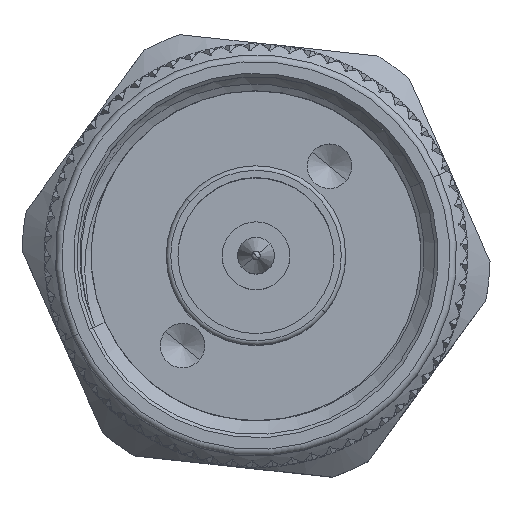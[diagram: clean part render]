
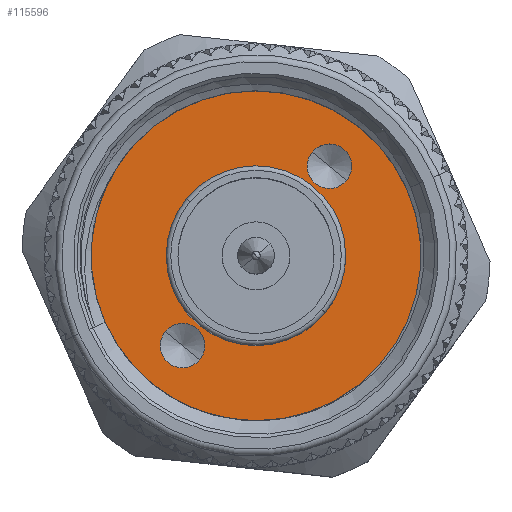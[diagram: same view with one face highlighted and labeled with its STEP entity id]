
A CAD part, top view. The second image highlights one B-rep face of the part: STEP entity #115596.
In plain terms, the highlighted planar face has unit normal (0, 0, 1).
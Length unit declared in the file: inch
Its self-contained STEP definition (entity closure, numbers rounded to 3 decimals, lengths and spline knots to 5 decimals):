
#2141 = DIRECTION ( 'NONE',  ( 0.774, -0.634, 0. ) ) ;
#4164 = CARTESIAN_POINT ( 'NONE',  ( 0.12942, 0.14899, 0.9501 ) ) ;
#7268 = CARTESIAN_POINT ( 'NONE',  ( -0.00032, -0.00938, 0.9501 ) ) ;
#7609 = FACE_BOUND ( 'NONE', #47414, .T. ) ;
#8544 = CARTESIAN_POINT ( 'NONE',  ( -0.13007, -0.16774, 0.9501 ) ) ;
#10606 = DIRECTION ( 'NONE',  ( 0., 0., 1. ) ) ;
#11552 = AXIS2_PLACEMENT_3D ( 'NONE', #112691, #110680, #133330 ) ;
#12998 = DIRECTION ( 'NONE',  ( 0., 0., 1. ) ) ;
#16472 = CARTESIAN_POINT ( 'NONE',  ( -0.00032, -0.00938, 0.9501 ) ) ;
#17807 = DIRECTION ( 'NONE',  ( 0.774, -0.634, 0. ) ) ;
#19163 = FACE_BOUND ( 'NONE', #74228, .T. ) ;
#19295 = EDGE_CURVE ( 'NONE', #131060, #78619, #131927, .T. ) ;
#21386 = CIRCLE ( 'NONE', #95761, 0.15846 ) ;
#22381 = VERTEX_POINT ( 'NONE', #31398 ) ;
#24625 = DIRECTION ( 'NONE',  ( 0., 0., 1. ) ) ;
#26343 = CIRCLE ( 'NONE', #58832, 0.03937 ) ;
#28263 = CARTESIAN_POINT ( 'NONE',  ( 0.12225, -0.1098, 0.9501 ) ) ;
#31179 = AXIS2_PLACEMENT_3D ( 'NONE', #7268, #38049, #122993 ) ;
#31398 = CARTESIAN_POINT ( 'NONE',  ( -0.24091, 0.18774, 0.9501 ) ) ;
#33739 = EDGE_LOOP ( 'NONE', ( #63964, #53346 ) ) ;
#35047 = VERTEX_POINT ( 'NONE', #74798 ) ;
#35052 = AXIS2_PLACEMENT_3D ( 'NONE', #100810, #50098, #39190 ) ;
#38049 = DIRECTION ( 'NONE',  ( 0., 0., 1. ) ) ;
#39190 = DIRECTION ( 'NONE',  ( 0.774, -0.634, 0. ) ) ;
#39496 = ORIENTED_EDGE ( 'NONE', *, *, #19295, .F. ) ;
#44497 = VERTEX_POINT ( 'NONE', #129875 ) ;
#46443 = CIRCLE ( 'NONE', #107593, 0.03937 ) ;
#47414 = EDGE_LOOP ( 'NONE', ( #70333, #83492 ) ) ;
#47988 = PLANE ( 'NONE',  #126231 ) ;
#48511 = VERTEX_POINT ( 'NONE', #28263 ) ;
#49185 = EDGE_CURVE ( 'NONE', #44497, #35047, #46443, .T. ) ;
#50098 = DIRECTION ( 'NONE',  ( 0., 0., 1. ) ) ;
#50101 = CARTESIAN_POINT ( 'NONE',  ( 0.15988, 0.12403, 0.9501 ) ) ;
#50940 = AXIS2_PLACEMENT_3D ( 'NONE', #4164, #12998, #2141 ) ;
#52360 = DIRECTION ( 'NONE',  ( 0.774, -0.634, 0. ) ) ;
#53346 = ORIENTED_EDGE ( 'NONE', *, *, #107235, .T. ) ;
#54350 = CIRCLE ( 'NONE', #71866, 0.31102 ) ;
#54469 = EDGE_CURVE ( 'NONE', #22381, #61942, #127362, .T. ) ;
#56753 = DIRECTION ( 'NONE',  ( 0.774, -0.634, 0. ) ) ;
#58647 = VERTEX_POINT ( 'NONE', #125296 ) ;
#58832 = AXIS2_PLACEMENT_3D ( 'NONE', #120215, #100276, #111240 ) ;
#59351 = CIRCLE ( 'NONE', #11552, 0.15846 ) ;
#61056 = EDGE_CURVE ( 'NONE', #35047, #44497, #26343, .T. ) ;
#61942 = VERTEX_POINT ( 'NONE', #84071 ) ;
#62171 = CARTESIAN_POINT ( 'NONE',  ( 0.09897, 0.17394, 0.9501 ) ) ;
#62251 = EDGE_CURVE ( 'NONE', #78619, #131060, #129076, .T. ) ;
#63964 = ORIENTED_EDGE ( 'NONE', *, *, #54469, .T. ) ;
#70333 = ORIENTED_EDGE ( 'NONE', *, *, #72480, .F. ) ;
#70512 = DIRECTION ( 'NONE',  ( 0., 0., 1. ) ) ;
#71866 = AXIS2_PLACEMENT_3D ( 'NONE', #76679, #24625, #56753 ) ;
#72480 = EDGE_CURVE ( 'NONE', #48511, #58647, #21386, .T. ) ;
#72557 = ORIENTED_EDGE ( 'NONE', *, *, #61056, .T. ) ;
#74228 = EDGE_LOOP ( 'NONE', ( #72557, #92506 ) ) ;
#74798 = CARTESIAN_POINT ( 'NONE',  ( -0.09962, -0.19269, 0.9501 ) ) ;
#76679 = CARTESIAN_POINT ( 'NONE',  ( -0.00032, -0.00938, 0.9501 ) ) ;
#78619 = VERTEX_POINT ( 'NONE', #62171 ) ;
#83492 = ORIENTED_EDGE ( 'NONE', *, *, #91117, .F. ) ;
#84071 = CARTESIAN_POINT ( 'NONE',  ( 0.24026, -0.20649, 0.9501 ) ) ;
#86865 = ORIENTED_EDGE ( 'NONE', *, *, #62251, .F. ) ;
#89861 = EDGE_LOOP ( 'NONE', ( #39496, #86865 ) ) ;
#90801 = DIRECTION ( 'NONE',  ( 0.774, -0.634, 0. ) ) ;
#91117 = EDGE_CURVE ( 'NONE', #58647, #48511, #59351, .T. ) ;
#92506 = ORIENTED_EDGE ( 'NONE', *, *, #49185, .T. ) ;
#95761 = AXIS2_PLACEMENT_3D ( 'NONE', #104418, #10606, #52360 ) ;
#100276 = DIRECTION ( 'NONE',  ( 0., 0., -1. ) ) ;
#100810 = CARTESIAN_POINT ( 'NONE',  ( 0.12942, 0.14899, 0.9501 ) ) ;
#103659 = DIRECTION ( 'NONE',  ( 0., 0., -1. ) ) ;
#104418 = CARTESIAN_POINT ( 'NONE',  ( -0.00032, -0.00938, 0.9501 ) ) ;
#107235 = EDGE_CURVE ( 'NONE', #61942, #22381, #54350, .T. ) ;
#107593 = AXIS2_PLACEMENT_3D ( 'NONE', #8544, #103659, #90801 ) ;
#110680 = DIRECTION ( 'NONE',  ( 0., 0., 1. ) ) ;
#111240 = DIRECTION ( 'NONE',  ( 0.774, -0.634, 0. ) ) ;
#112691 = CARTESIAN_POINT ( 'NONE',  ( -0.00032, -0.00938, 0.9501 ) ) ;
#115596 = ADVANCED_FACE ( 'NONE', ( #19163, #123351, #7609, #133654 ), #47988, .T. ) ;
#120215 = CARTESIAN_POINT ( 'NONE',  ( -0.13007, -0.16774, 0.9501 ) ) ;
#122993 = DIRECTION ( 'NONE',  ( 0.774, -0.634, 0. ) ) ;
#123351 = FACE_BOUND ( 'NONE', #89861, .T. ) ;
#125296 = CARTESIAN_POINT ( 'NONE',  ( -0.1229, 0.09105, 0.9501 ) ) ;
#126231 = AXIS2_PLACEMENT_3D ( 'NONE', #16472, #70512, #17807 ) ;
#127362 = CIRCLE ( 'NONE', #31179, 0.31102 ) ;
#129076 = CIRCLE ( 'NONE', #35052, 0.03937 ) ;
#129875 = CARTESIAN_POINT ( 'NONE',  ( -0.16052, -0.14278, 0.9501 ) ) ;
#131060 = VERTEX_POINT ( 'NONE', #50101 ) ;
#131927 = CIRCLE ( 'NONE', #50940, 0.03937 ) ;
#133330 = DIRECTION ( 'NONE',  ( 0.774, -0.634, 0. ) ) ;
#133654 = FACE_OUTER_BOUND ( 'NONE', #33739, .T. ) ;
